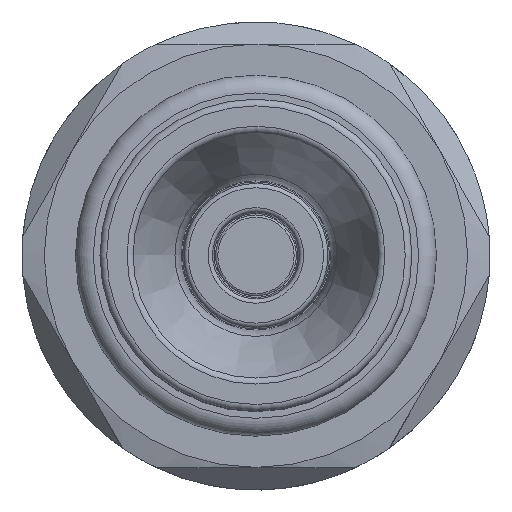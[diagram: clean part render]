
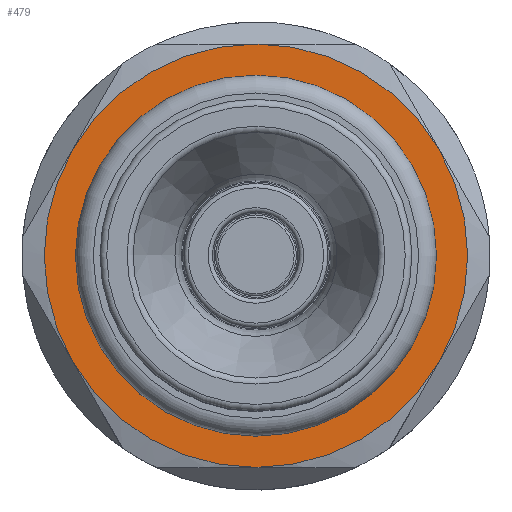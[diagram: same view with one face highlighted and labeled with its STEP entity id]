
A CAD part, top view. The second image highlights one B-rep face of the part: STEP entity #479.
In plain terms, the highlighted planar face has unit normal (0, 0, 1).
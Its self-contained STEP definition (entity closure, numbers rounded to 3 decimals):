
#62=CARTESIAN_POINT('',(8.1,40.,-7.4));
#63=VERTEX_POINT('',#62);
#64=CARTESIAN_POINT('',(-8.1,40.,-7.4));
#65=VERTEX_POINT('',#64);
#66=CARTESIAN_POINT('',(0.,40.,-7.4));
#67=DIRECTION('',(1.,0.,0.));
#68=DIRECTION('',(0.,0.,1.));
#69=AXIS2_PLACEMENT_3D('',#66,#68,#67);
#70=CIRCLE('',#69,8.1);
#71=EDGE_CURVE('',#63,#65,#70,.T.);
#98=CARTESIAN_POINT('',(0.,40.,-7.4));
#99=DIRECTION('',(-1.,0.,0.));
#100=DIRECTION('',(0.,0.,1.));
#101=AXIS2_PLACEMENT_3D('',#98,#100,#99);
#102=CIRCLE('',#101,8.1);
#103=EDGE_CURVE('',#65,#63,#102,.T.);
#414=CARTESIAN_POINT('',(0.,40.,-7.4));
#415=DIRECTION('',(1.,0.,0.));
#416=DIRECTION('',(0.,0.,1.));
#417=AXIS2_PLACEMENT_3D('',#414,#416,#415);
#418=PLANE('',#417);
#419=CARTESIAN_POINT('',(8.227,35.25,-7.4));
#420=VERTEX_POINT('',#419);
#421=CARTESIAN_POINT('',(8.227,44.75,-7.4));
#422=VERTEX_POINT('',#421);
#423=CARTESIAN_POINT('',(0.,40.,-7.4));
#424=DIRECTION('',(0.866,-0.5,0.));
#425=DIRECTION('',(0.,0.,1.));
#426=AXIS2_PLACEMENT_3D('',#423,#425,#424);
#427=CIRCLE('',#426,9.5);
#428=EDGE_CURVE('',#420,#422,#427,.T.);
#429=ORIENTED_EDGE('E40',*,*,#428,.T.);
#430=CARTESIAN_POINT('',(0.,49.5,-7.4));
#431=VERTEX_POINT('',#430);
#432=CARTESIAN_POINT('',(0.,40.,-7.4));
#433=DIRECTION('',(0.866,0.5,0.));
#434=DIRECTION('',(0.,0.,1.));
#435=AXIS2_PLACEMENT_3D('',#432,#434,#433);
#436=CIRCLE('',#435,9.5);
#437=EDGE_CURVE('',#422,#431,#436,.T.);
#438=ORIENTED_EDGE('E41',*,*,#437,.T.);
#439=CARTESIAN_POINT('',(-8.227,44.75,-7.4));
#440=VERTEX_POINT('',#439);
#441=CARTESIAN_POINT('',(0.,40.,-7.4));
#442=DIRECTION('',(0.,1.,0.));
#443=DIRECTION('',(0.,0.,1.));
#444=AXIS2_PLACEMENT_3D('',#441,#443,#442);
#445=CIRCLE('',#444,9.5);
#446=EDGE_CURVE('',#431,#440,#445,.T.);
#447=ORIENTED_EDGE('E42',*,*,#446,.T.);
#448=CARTESIAN_POINT('',(-8.227,35.25,-7.4));
#449=VERTEX_POINT('',#448);
#450=CARTESIAN_POINT('',(0.,40.,-7.4));
#451=DIRECTION('',(-0.866,0.5,0.));
#452=DIRECTION('',(0.,0.,1.));
#453=AXIS2_PLACEMENT_3D('',#450,#452,#451);
#454=CIRCLE('',#453,9.5);
#455=EDGE_CURVE('',#440,#449,#454,.T.);
#456=ORIENTED_EDGE('E43',*,*,#455,.T.);
#457=CARTESIAN_POINT('',(0.,30.5,-7.4));
#458=VERTEX_POINT('',#457);
#459=CARTESIAN_POINT('',(0.,40.,-7.4));
#460=DIRECTION('',(-0.866,-0.5,0.));
#461=DIRECTION('',(0.,0.,1.));
#462=AXIS2_PLACEMENT_3D('',#459,#461,#460);
#463=CIRCLE('',#462,9.5);
#464=EDGE_CURVE('',#449,#458,#463,.T.);
#465=ORIENTED_EDGE('E44',*,*,#464,.T.);
#466=CARTESIAN_POINT('',(0.,40.,-7.4));
#467=DIRECTION('',(0.,-1.,0.));
#468=DIRECTION('',(0.,0.,1.));
#469=AXIS2_PLACEMENT_3D('',#466,#468,#467);
#470=CIRCLE('',#469,9.5);
#471=EDGE_CURVE('',#458,#420,#470,.T.);
#472=ORIENTED_EDGE('E45',*,*,#471,.T.);
#473=EDGE_LOOP('',(#429,#438,#447,#456,#465,#472));
#474=FACE_OUTER_BOUND('',#473,.T.);
#475=ORIENTED_EDGE('',*,*,#103,.F.);
#476=ORIENTED_EDGE('',*,*,#71,.F.);
#477=EDGE_LOOP('',(#475,#476));
#478=FACE_BOUND('',#477,.T.);
#479=ADVANCED_FACE('F4',(#474,#478),#418,.T.);
